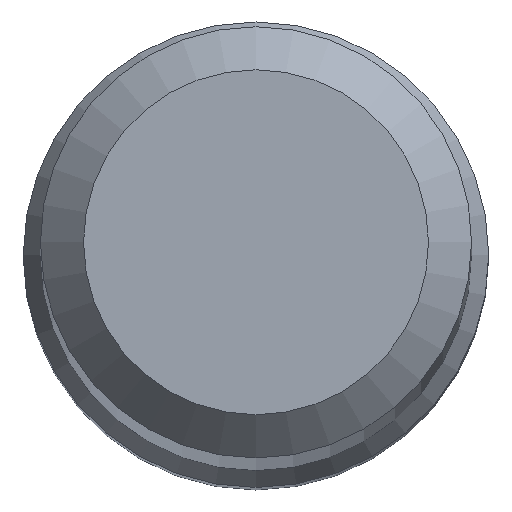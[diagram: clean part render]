
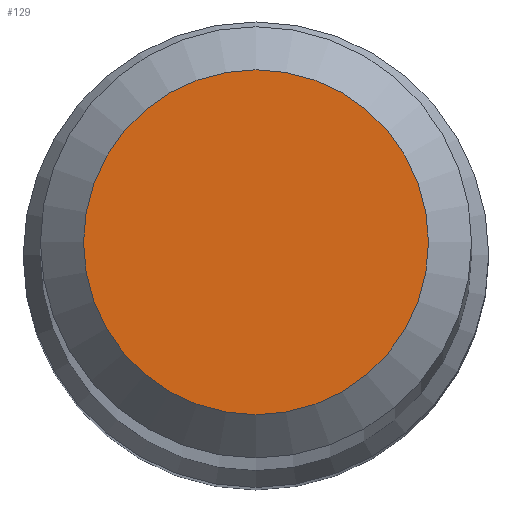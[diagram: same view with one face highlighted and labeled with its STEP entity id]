
A CAD part, top view. The second image highlights one B-rep face of the part: STEP entity #129.
In plain terms, the highlighted planar face has unit normal (0, 0, 1).
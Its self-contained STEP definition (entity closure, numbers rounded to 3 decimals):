
#5 = FACE_OUTER_BOUND ( 'NONE', #36, .T. ) ;
#6 = DIRECTION ( 'NONE',  ( 0., 0., 1. ) ) ;
#9 = DIRECTION ( 'NONE',  ( 0., 1., 0. ) ) ;
#22 = EDGE_CURVE ( 'NONE', #83, #83, #113, .T. ) ;
#36 = EDGE_LOOP ( 'NONE', ( #224 ) ) ;
#83 = VERTEX_POINT ( 'NONE', #104 ) ;
#104 = CARTESIAN_POINT ( 'NONE',  ( 0., 1.6, 80. ) ) ;
#113 = CIRCLE ( 'NONE', #229, 1.6 ) ;
#116 = DIRECTION ( 'NONE',  ( 0., -1., 0. ) ) ;
#123 = CARTESIAN_POINT ( 'NONE',  ( 0., 0., 80. ) ) ;
#129 = ADVANCED_FACE ( 'NONE', ( #5 ), #155, .T. ) ;
#130 = AXIS2_PLACEMENT_3D ( 'NONE', #123, #6, #116 ) ;
#155 = PLANE ( 'NONE',  #130 ) ;
#177 = DIRECTION ( 'NONE',  ( 0., 0., -1. ) ) ;
#222 = CARTESIAN_POINT ( 'NONE',  ( 0., 0., 80. ) ) ;
#224 = ORIENTED_EDGE ( 'NONE', *, *, #22, .F. ) ;
#229 = AXIS2_PLACEMENT_3D ( 'NONE', #222, #177, #9 ) ;
